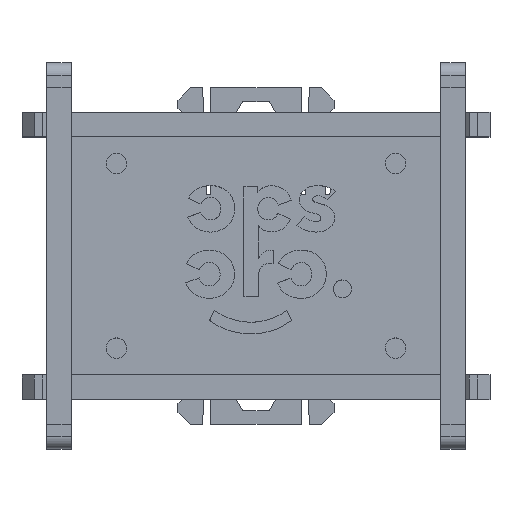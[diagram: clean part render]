
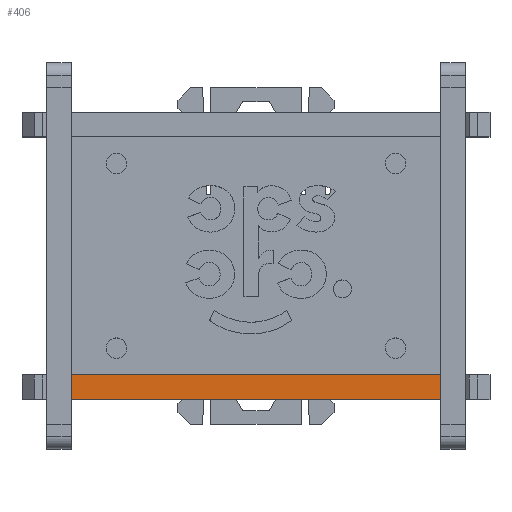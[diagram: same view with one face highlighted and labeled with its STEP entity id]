
A CAD part, top view. The second image highlights one B-rep face of the part: STEP entity #406.
In plain terms, the highlighted free-form (B-spline) face has degree [2, 1] with [3, 2] control points.
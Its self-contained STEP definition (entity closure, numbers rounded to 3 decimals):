
#406=ADVANCED_FACE('',(#892),#8600,.T.);
#892=FACE_OUTER_BOUND('',#1394,.T.);
#1394=EDGE_LOOP('',(#2960,#2961,#2962,#2963));
#2960=ORIENTED_EDGE('',*,*,#5209,.T.);
#2961=ORIENTED_EDGE('',*,*,#5210,.T.);
#2962=ORIENTED_EDGE('',*,*,#5211,.F.);
#2963=ORIENTED_EDGE('',*,*,#5207,.F.);
#5207=EDGE_CURVE('',#7826,#7827,#6872,.T.);
#5209=EDGE_CURVE('',#7826,#7828,#6874,.T.);
#5210=EDGE_CURVE('',#7828,#7829,#6875,.T.);
#5211=EDGE_CURVE('',#7827,#7829,#6876,.T.);
#6872=(
BOUNDED_CURVE()
B_SPLINE_CURVE(1,(#12958,#12959),.UNSPECIFIED.,.F.,.F.)
B_SPLINE_CURVE_WITH_KNOTS((2,2),(0.,3.),.UNSPECIFIED.)
CURVE()
GEOMETRIC_REPRESENTATION_ITEM()
RATIONAL_B_SPLINE_CURVE((1.,1.))
REPRESENTATION_ITEM('')
);
#6874=(
BOUNDED_CURVE()
B_SPLINE_CURVE(2,(#12963,#12964,#12965),.UNSPECIFIED.,.F.,.F.)
B_SPLINE_CURVE_WITH_KNOTS((3,3),(-208.373,-163.373),
 .UNSPECIFIED.)
CURVE()
GEOMETRIC_REPRESENTATION_ITEM()
RATIONAL_B_SPLINE_CURVE((1.,1.,1.))
REPRESENTATION_ITEM('')
);
#6875=(
BOUNDED_CURVE()
B_SPLINE_CURVE(1,(#12966,#12967),.UNSPECIFIED.,.F.,.F.)
B_SPLINE_CURVE_WITH_KNOTS((2,2),(0.,3.),.UNSPECIFIED.)
CURVE()
GEOMETRIC_REPRESENTATION_ITEM()
RATIONAL_B_SPLINE_CURVE((1.,1.))
REPRESENTATION_ITEM('')
);
#6876=(
BOUNDED_CURVE()
B_SPLINE_CURVE(2,(#12968,#12969,#12970),.UNSPECIFIED.,.F.,.F.)
B_SPLINE_CURVE_WITH_KNOTS((3,3),(-208.373,-163.373),
 .UNSPECIFIED.)
CURVE()
GEOMETRIC_REPRESENTATION_ITEM()
RATIONAL_B_SPLINE_CURVE((1.,1.,1.))
REPRESENTATION_ITEM('')
);
#7826=VERTEX_POINT('',#12507);
#7827=VERTEX_POINT('',#12508);
#7828=VERTEX_POINT('',#12509);
#7829=VERTEX_POINT('',#12510);
#8600=(
BOUNDED_SURFACE()
B_SPLINE_SURFACE(2,1,((#12161,#12162),(#12163,#12164),(#12165,#12166)),
 .UNSPECIFIED.,.F.,.F.,.F.)
B_SPLINE_SURFACE_WITH_KNOTS((3,3),(2,2),(-208.373,-163.373),
(0.,3.),.UNSPECIFIED.)
GEOMETRIC_REPRESENTATION_ITEM()
RATIONAL_B_SPLINE_SURFACE(((1.,1.),(1.,1.),(1.,1.)))
REPRESENTATION_ITEM('')
SURFACE()
);
#12161=CARTESIAN_POINT('',(-22.5,-17.5,3.5));
#12162=CARTESIAN_POINT('',(-22.5,-14.5,3.5));
#12163=CARTESIAN_POINT('',(0.,-17.5,3.5));
#12164=CARTESIAN_POINT('',(0.,-14.5,3.5));
#12165=CARTESIAN_POINT('',(22.5,-17.5,3.5));
#12166=CARTESIAN_POINT('',(22.5,-14.5,3.5));
#12507=CARTESIAN_POINT('',(-22.5,-17.5,3.5));
#12508=CARTESIAN_POINT('',(-22.5,-14.5,3.5));
#12509=CARTESIAN_POINT('',(22.5,-17.5,3.5));
#12510=CARTESIAN_POINT('',(22.5,-14.5,3.5));
#12958=CARTESIAN_POINT('',(-22.5,-17.5,3.5));
#12959=CARTESIAN_POINT('',(-22.5,-14.5,3.5));
#12963=CARTESIAN_POINT('',(-22.5,-17.5,3.5));
#12964=CARTESIAN_POINT('',(0.,-17.5,3.5));
#12965=CARTESIAN_POINT('',(22.5,-17.5,3.5));
#12966=CARTESIAN_POINT('',(22.5,-17.5,3.5));
#12967=CARTESIAN_POINT('',(22.5,-14.5,3.5));
#12968=CARTESIAN_POINT('',(-22.5,-14.5,3.5));
#12969=CARTESIAN_POINT('',(0.,-14.5,3.5));
#12970=CARTESIAN_POINT('',(22.5,-14.5,3.5));
